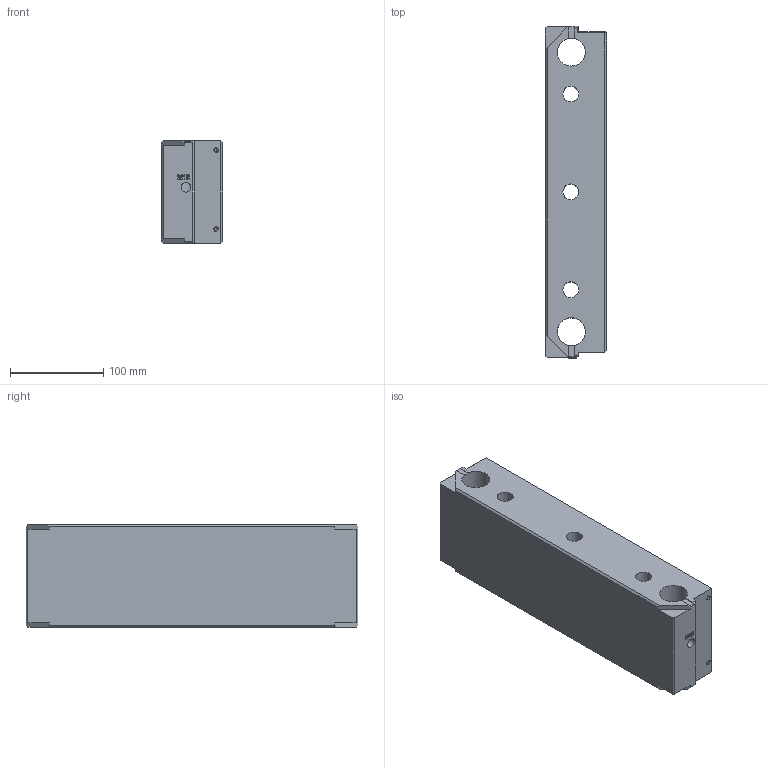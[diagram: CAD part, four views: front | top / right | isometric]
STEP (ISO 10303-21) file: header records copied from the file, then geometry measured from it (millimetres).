
FILE_DESCRIPTION(/* description */ (''),/* implementation_level */ '2;1');
FILE_NAME(/* name */ 'SPCAER01_IT0588-01.stp',/* time_stamp */ '2025-01-20T16:08:41+06:00',/* author */ (''),/* organization */ (''),/* preprocessor_version */ 'ST-DEVELOPER v16',/* originating_system */ 'SIEMENS PLM Software NX 11.0',/* authorisation */ '');
FILE_SCHEMA (('AUTOMOTIVE_DESIGN { 1 0 10303 214 3 1 1 1 }'));
Length unit declared in the file: millimetre
Products named in the file (1): desi3F68EC8Edr6h
Bounding box: 66 x 356 x 110 mm (x, y, z)
Surface area: 175489.7 mm2 (no closed solid volume)
Topology: 0 solids, 1 shells, 253 faces, 738 edges, 487 vertices
Faces by surface type: plane 124, cylinder 101, cone 18, extrusion 10
Full cylindrical faces by diameter (mm): 4.2 x4, 8.5 x2, 10.25 x2, 17 x3, 30 x2
Entity records: 8483 total; most frequent: CARTESIAN_POINT 1801, ORIENTED_EDGE 1372, DIRECTION 1285, EDGE_CURVE 690, VERTEX_POINT 472, AXIS2_PLACEMENT_3D 448, VECTOR 389, LINE 379
